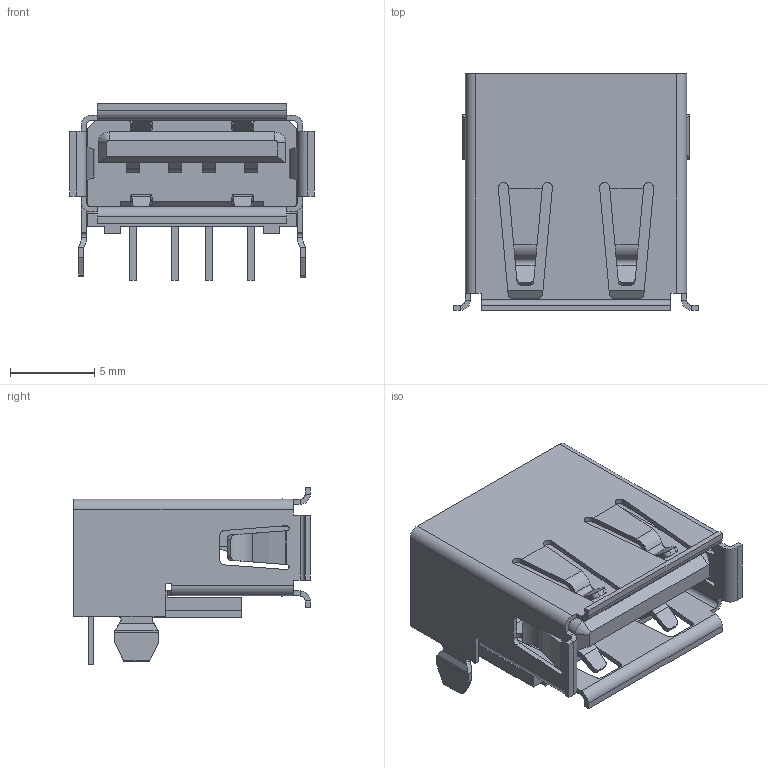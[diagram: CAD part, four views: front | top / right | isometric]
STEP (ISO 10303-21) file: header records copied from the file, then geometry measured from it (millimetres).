
FILE_DESCRIPTION(('FreeCAD Model'),'2;1');
FILE_NAME('87520-0010ALF_SW0001.step', '2016-06-24T10:34:17',('Author'),(''), 'Open CASCADE STEP processor 6.8','FreeCAD','Unknown');
FILE_SCHEMA(('AUTOMOTIVE_DESIGN_CC2 { 1 2 10303 214 -1 1 5 4 }'));
Length unit declared in the file: millimetre
Products named in the file (1): 87520-0010ALF_SW0001
Bounding box: 14.5 x 14 x 10.48 mm (x, y, z)
Volume: 723.5 mm3; surface area: 1573.7 mm2
Topology: 1 solids, 1 shells, 371 faces, 1013 edges, 644 vertices
Faces by surface type: plane 241, cylinder 128, cone 2
Entity records: 38117 total; most frequent: CARTESIAN_POINT 19051, DIRECTION 3175, ORIENTED_EDGE 2026, PCURVE 2026, DEFINITIONAL_REPRESENTATION 2026, LINE 1969, VECTOR 1969, EDGE_CURVE 1013
